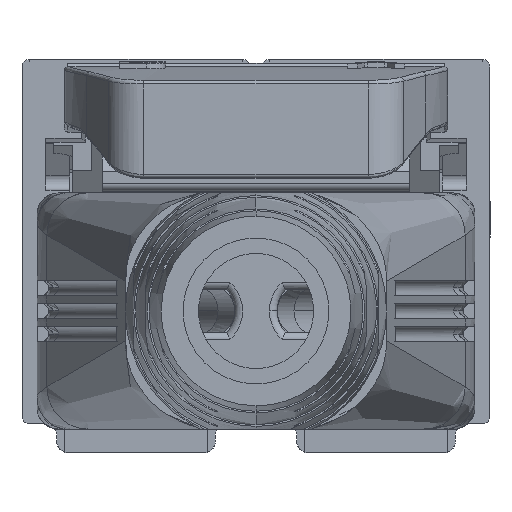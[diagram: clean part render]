
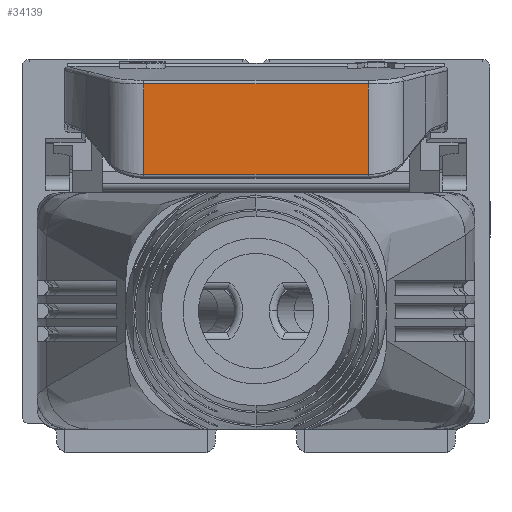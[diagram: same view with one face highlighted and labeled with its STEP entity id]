
A CAD part, left-side view. The second image highlights one B-rep face of the part: STEP entity #34139.
In plain terms, the highlighted planar face has unit normal (-1, 0, 0).
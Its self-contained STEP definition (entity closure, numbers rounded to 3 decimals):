
#422 = DIRECTION ( 'NONE',  ( 0., 1., 0. ) ) ;
#4869 = LINE ( 'NONE', #48984, #27092 ) ;
#7683 = VECTOR ( 'NONE', #40578, 1000. ) ;
#8492 = ORIENTED_EDGE ( 'NONE', *, *, #32108, .T. ) ;
#8878 = AXIS2_PLACEMENT_3D ( 'NONE', #27431, #9172, #45145 ) ;
#8924 = EDGE_LOOP ( 'NONE', ( #16288, #8492, #52026, #31635 ) ) ;
#9172 = DIRECTION ( 'NONE',  ( -1., 0., 0. ) ) ;
#11804 = EDGE_CURVE ( 'NONE', #46178, #41139, #18840, .T. ) ;
#12458 = CARTESIAN_POINT ( 'NONE',  ( -24.76, 0.201, 5.914 ) ) ;
#12711 = EDGE_CURVE ( 'NONE', #46178, #30073, #4869, .T. ) ;
#14188 = CARTESIAN_POINT ( 'NONE',  ( -24.76, 6.049, 5.914 ) ) ;
#16288 = ORIENTED_EDGE ( 'NONE', *, *, #45112, .T. ) ;
#18840 = LINE ( 'NONE', #36359, #7683 ) ;
#19132 = LINE ( 'NONE', #31880, #44030 ) ;
#23371 = PLANE ( 'NONE',  #8878 ) ;
#25898 = DIRECTION ( 'NONE',  ( 0., 0., -1. ) ) ;
#27092 = VECTOR ( 'NONE', #422, 1000. ) ;
#27431 = CARTESIAN_POINT ( 'NONE',  ( -24.76, 0.201, 3.56 ) ) ;
#30073 = VERTEX_POINT ( 'NONE', #30546 ) ;
#30546 = CARTESIAN_POINT ( 'NONE',  ( -24.76, 6.049, 3.56 ) ) ;
#31635 = ORIENTED_EDGE ( 'NONE', *, *, #11804, .T. ) ;
#31880 = CARTESIAN_POINT ( 'NONE',  ( -24.76, 3.125, 5.914 ) ) ;
#32108 = EDGE_CURVE ( 'NONE', #43680, #30073, #47163, .T. ) ;
#34139 = ADVANCED_FACE ( 'NONE', ( #49052 ), #23371, .T. ) ;
#36359 = CARTESIAN_POINT ( 'NONE',  ( -24.76, 0.201, 4.737 ) ) ;
#39417 = CARTESIAN_POINT ( 'NONE',  ( -24.76, 6.049, 4.737 ) ) ;
#39677 = CARTESIAN_POINT ( 'NONE',  ( -24.76, 0.201, 3.56 ) ) ;
#40578 = DIRECTION ( 'NONE',  ( 0., 0., 1. ) ) ;
#41139 = VERTEX_POINT ( 'NONE', #12458 ) ;
#43043 = VECTOR ( 'NONE', #25898, 1000. ) ;
#43680 = VERTEX_POINT ( 'NONE', #14188 ) ;
#44030 = VECTOR ( 'NONE', #54582, 1000. ) ;
#45112 = EDGE_CURVE ( 'NONE', #41139, #43680, #19132, .T. ) ;
#45145 = DIRECTION ( 'NONE',  ( 0., 0., 1. ) ) ;
#46178 = VERTEX_POINT ( 'NONE', #39677 ) ;
#47163 = LINE ( 'NONE', #39417, #43043 ) ;
#48984 = CARTESIAN_POINT ( 'NONE',  ( -24.76, 3.125, 3.56 ) ) ;
#49052 = FACE_OUTER_BOUND ( 'NONE', #8924, .T. ) ;
#52026 = ORIENTED_EDGE ( 'NONE', *, *, #12711, .F. ) ;
#54582 = DIRECTION ( 'NONE',  ( 0., 1., 0. ) ) ;
